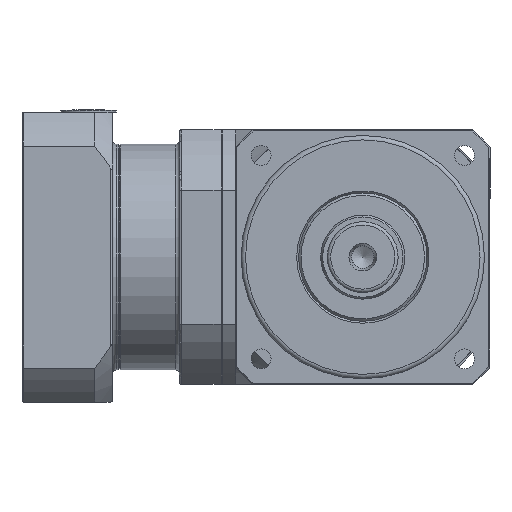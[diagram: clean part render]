
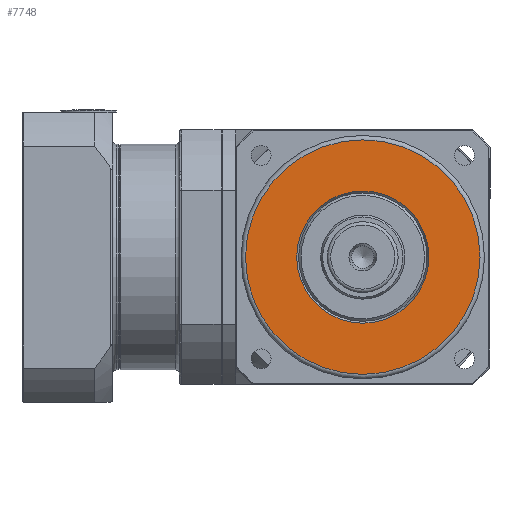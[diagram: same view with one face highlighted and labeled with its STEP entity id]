
A CAD part, left-side view. The second image highlights one B-rep face of the part: STEP entity #7748.
In plain terms, the highlighted planar face has unit normal (-1, 0, 0).
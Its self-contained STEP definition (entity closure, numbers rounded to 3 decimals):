
#1119=PLANE('',#8536);
#1833=FACE_BOUND('',#2868,.T.);
#2205=FACE_OUTER_BOUND('',#2867,.T.);
#2867=EDGE_LOOP('',(#6176));
#2868=EDGE_LOOP('',(#6177));
#3528=CIRCLE('',#8535,53.);
#3529=CIRCLE('',#8537,29.866);
#4044=VERTEX_POINT('',#12745);
#4045=VERTEX_POINT('',#12748);
#4846=EDGE_CURVE('',#4044,#4044,#3528,.T.);
#4847=EDGE_CURVE('',#4045,#4045,#3529,.T.);
#6176=ORIENTED_EDGE('',*,*,#4846,.F.);
#6177=ORIENTED_EDGE('',*,*,#4847,.F.);
#7748=ADVANCED_FACE('',(#2205,#1833),#1119,.F.);
#8535=AXIS2_PLACEMENT_3D('',#12746,#10104,#10105);
#8536=AXIS2_PLACEMENT_3D('',#12747,#10106,#10107);
#8537=AXIS2_PLACEMENT_3D('',#12749,#10108,#10109);
#10104=DIRECTION('center_axis',(1.,0.,0.));
#10105=DIRECTION('ref_axis',(0.,0.,
-1.));
#10106=DIRECTION('center_axis',(1.,0.,0.));
#10107=DIRECTION('ref_axis',(0.,0.,-1.));
#10108=DIRECTION('center_axis',(-1.,0.,0.));
#10109=DIRECTION('ref_axis',(0.,0.,
-1.));
#12745=CARTESIAN_POINT('',(-15.301,-29.543,100.616));
#12746=CARTESIAN_POINT('Origin',(-15.301,-29.543,47.616));
#12747=CARTESIAN_POINT('Origin',(-15.301,-29.543,47.616));
#12748=CARTESIAN_POINT('',(-15.301,-29.543,77.482));
#12749=CARTESIAN_POINT('Origin',(-15.301,-29.543,47.616));
